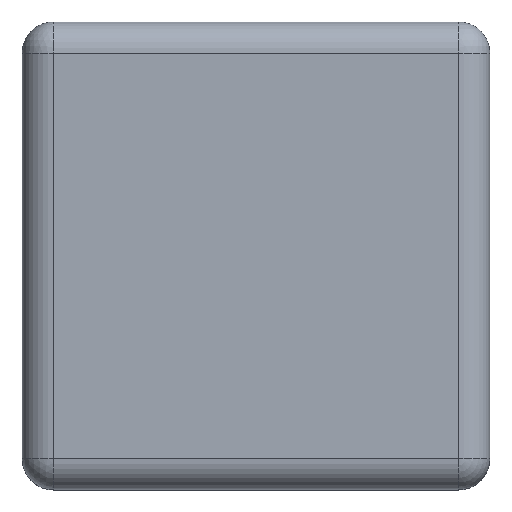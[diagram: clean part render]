
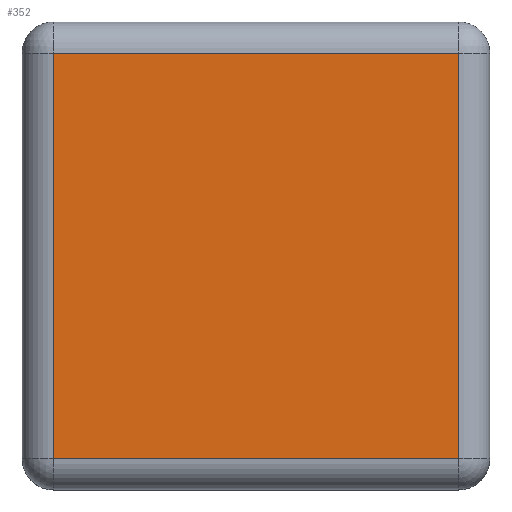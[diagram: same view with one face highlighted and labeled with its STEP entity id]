
A CAD part, top view. The second image highlights one B-rep face of the part: STEP entity #352.
In plain terms, the highlighted planar face has unit normal (0, 0, 1).
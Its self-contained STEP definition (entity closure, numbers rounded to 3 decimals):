
#162 = VERTEX_POINT('',#163);
#163 = CARTESIAN_POINT('',(-1.3,-1.3,1.5));
#170 = EDGE_CURVE('',#162,#171,#173,.T.);
#171 = VERTEX_POINT('',#172);
#172 = CARTESIAN_POINT('',(1.3,-1.3,1.5));
#173 = LINE('',#174,#175);
#174 = CARTESIAN_POINT('',(-1.5,-1.3,1.5));
#175 = VECTOR('',#176,1.);
#176 = DIRECTION('',(1.,0.,0.));
#352 = ADVANCED_FACE('',(#353),#378,.T.);
#353 = FACE_BOUND('',#354,.T.);
#354 = EDGE_LOOP('',(#355,#363,#371,#377));
#355 = ORIENTED_EDGE('',*,*,#356,.T.);
#356 = EDGE_CURVE('',#171,#357,#359,.T.);
#357 = VERTEX_POINT('',#358);
#358 = CARTESIAN_POINT('',(1.3,1.3,1.5));
#359 = LINE('',#360,#361);
#360 = CARTESIAN_POINT('',(1.3,-1.5,1.5));
#361 = VECTOR('',#362,1.);
#362 = DIRECTION('',(0.,1.,0.));
#363 = ORIENTED_EDGE('',*,*,#364,.T.);
#364 = EDGE_CURVE('',#357,#365,#367,.T.);
#365 = VERTEX_POINT('',#366);
#366 = CARTESIAN_POINT('',(-1.3,1.3,1.5));
#367 = LINE('',#368,#369);
#368 = CARTESIAN_POINT('',(1.5,1.3,1.5));
#369 = VECTOR('',#370,1.);
#370 = DIRECTION('',(-1.,0.,0.));
#371 = ORIENTED_EDGE('',*,*,#372,.T.);
#372 = EDGE_CURVE('',#365,#162,#373,.T.);
#373 = LINE('',#374,#375);
#374 = CARTESIAN_POINT('',(-1.3,1.5,1.5));
#375 = VECTOR('',#376,1.);
#376 = DIRECTION('',(0.,-1.,0.));
#377 = ORIENTED_EDGE('',*,*,#170,.T.);
#378 = PLANE('',#379);
#379 = AXIS2_PLACEMENT_3D('',#380,#381,#382);
#380 = CARTESIAN_POINT('',(0.,0.,1.5));
#381 = DIRECTION('',(0.,0.,1.));
#382 = DIRECTION('',(1.,0.,0.));
